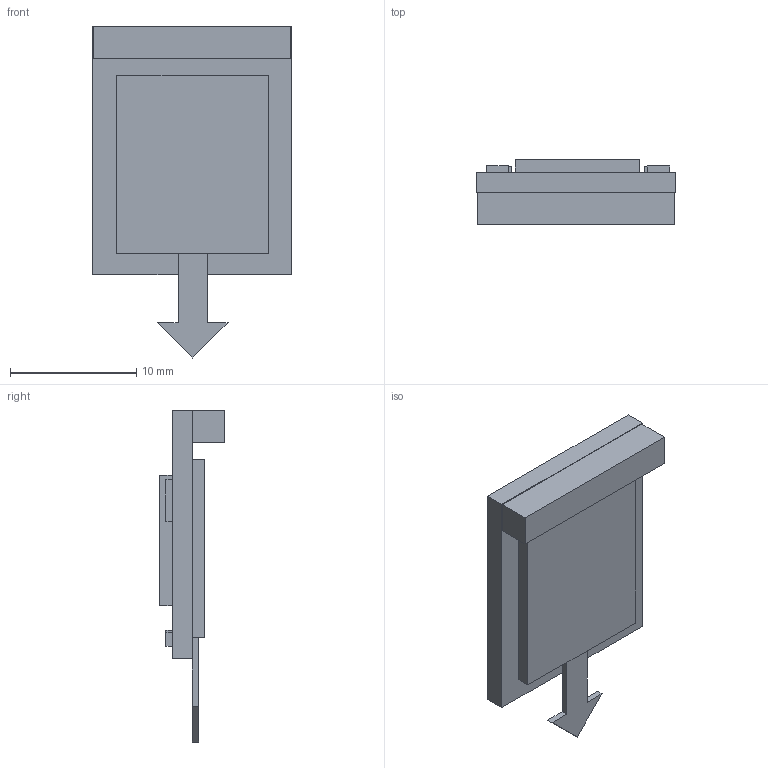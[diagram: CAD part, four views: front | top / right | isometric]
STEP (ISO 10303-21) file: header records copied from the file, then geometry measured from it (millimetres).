
FILE_DESCRIPTION (( 'STEP AP214' ), '1' );
FILE_NAME ('Sparkfun_OpenLog.STEP', '2020-12-17T01:56:51', ( '' ), ( '' ), 'SwSTEP 2.0', 'SolidWorks 2017', '' );
FILE_SCHEMA (( 'AUTOMOTIVE_DESIGN' ));
Length unit declared in the file: millimetre
Products named in the file (1): Sparkfun_OpenLog
Bounding box: 15.8 x 5.14 x 26.34 mm (x, y, z)
Volume: 888.9 mm3; surface area: 989.2 mm2
Topology: 1 solids, 1 shells, 262 faces, 694 edges, 462 vertices
Faces by surface type: plane 200, bspline 62
Entity records: 14573 total; most frequent: CARTESIAN_POINT 5689, ORIENTED_EDGE 1388, DIRECTION 972, EDGE_CURVE 694, LINE 570, VECTOR 570, VERTEX_POINT 462, EDGE_LOOP 290
